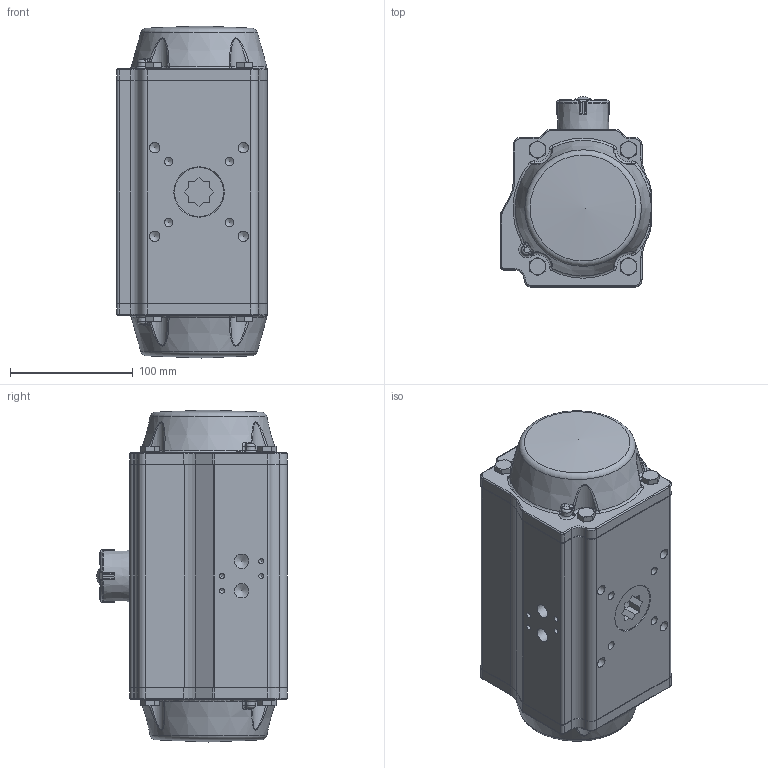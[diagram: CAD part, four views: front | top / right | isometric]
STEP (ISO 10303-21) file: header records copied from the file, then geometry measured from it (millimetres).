
FILE_DESCRIPTION(/* description */ ('Unknown'),/* implementation_level */ '2;1');
FILE_NAME(/* name */ 'DW06_FR05',/* time_stamp */ '2022-08-11T11:40:13+02:00',/* author */ ('Unknown'),/* organization */ ('Unknown'),/* preprocessor_version */ 'ST-DEVELOPER v16.7',/* originating_system */ 'Solid Edge',/* authorisation */ 'Unknown');
FILE_SCHEMA (('AUTOMOTIVE_DESIGN {1 0 10303 214 3 1 1}'));
Length unit declared in the file: millimetre
Products named in the file (10): DW06_FR05_(DW160_FR119); ____; ________(___________; _____________; ______; Deckel 1; hexagon head bolts--product grade c gb_GB_FASTENER_BOLT_HHBC M8X40-N; cup head nib bolts with large head gb_GB_FASTENER_BOLT_CHNBW M6X25-N; KP-100; Deckel 2
Assembly tree (18 placements, depth 3):
  DW06_FR05_(DW160_FR119)
    ____
      ________(___________  x2
      _____________  x2
      ______
    Deckel 1
    hexagon head bolts--product grade c gb_GB_FASTENER_BOLT_HHBC M8X40-N  x8
    cup head nib bolts with large head gb_GB_FASTENER_BOLT_CHNBW M6X25-N
    KP-100
    Deckel 2
Bounding box: 122.5 x 154.81 x 270.2 mm (x, y, z)
Volume: 3358911.4 mm3; surface area: 229961.6 mm2
Topology: 17 solids, 18 shells, 974 faces, 2301 edges, 1379 vertices
Faces by surface type: cylinder 300, plane 291, bspline 144, cone 123, torus 103, sphere 13
Full cylindrical faces by diameter (mm): 2.6 x2, 3 x16, 3.3 x8, 4.2 x8, 4.66 x1, 5 x1, 6 x1, 6.2 x1, 6.8 x16, 8 x8, 8.5 x4, 11.8 x2, 24.6 x2, 26.8 x1, 37.2 x1, 38.5 x1
Entity records: 25397 total; most frequent: CARTESIAN_POINT 9937, DIRECTION 3162, ORIENTED_EDGE 3064, EDGE_CURVE 1532, AXIS2_PLACEMENT_3D 1286, VERTEX_POINT 997, FACE_BOUND 863, EDGE_LOOP 838
